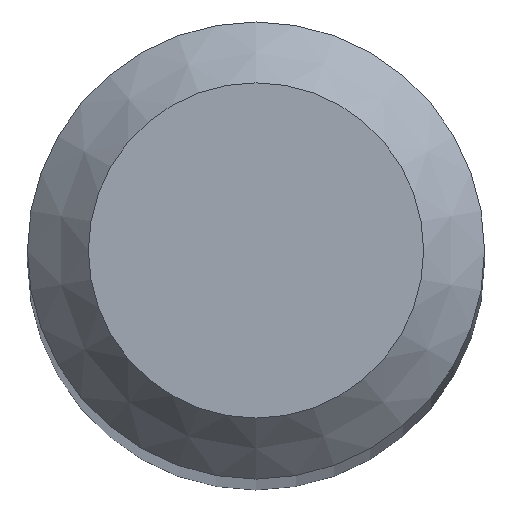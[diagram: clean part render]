
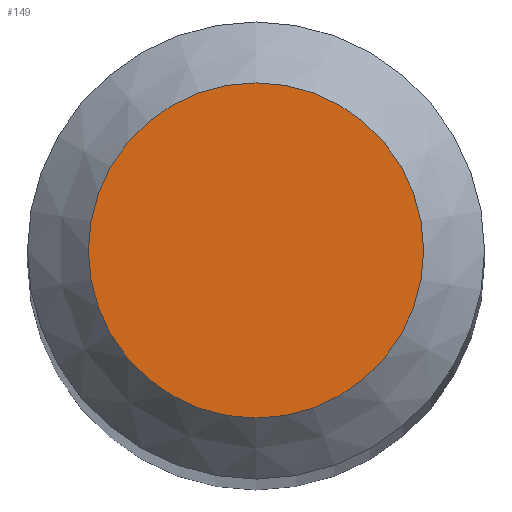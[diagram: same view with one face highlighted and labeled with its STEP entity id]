
A CAD part, top view. The second image highlights one B-rep face of the part: STEP entity #149.
In plain terms, the highlighted planar face has unit normal (0, 0, 1).
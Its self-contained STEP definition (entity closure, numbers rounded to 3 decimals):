
#21 = DIRECTION ( 'NONE',  ( 0., 1., 0. ) ) ;
#43 = CARTESIAN_POINT ( 'NONE',  ( 0., 0., 30. ) ) ;
#46 = EDGE_LOOP ( 'NONE', ( #113 ) ) ;
#50 = CARTESIAN_POINT ( 'NONE',  ( 0., 0.55, 30. ) ) ;
#59 = FACE_OUTER_BOUND ( 'NONE', #46, .T. ) ;
#83 = PLANE ( 'NONE',  #204 ) ;
#87 = CARTESIAN_POINT ( 'NONE',  ( 0., 0., 30. ) ) ;
#96 = AXIS2_PLACEMENT_3D ( 'NONE', #87, #135, #210 ) ;
#113 = ORIENTED_EDGE ( 'NONE', *, *, #212, .F. ) ;
#135 = DIRECTION ( 'NONE',  ( 0., 0., -1. ) ) ;
#141 = CIRCLE ( 'NONE', #96, 0.55 ) ;
#149 = ADVANCED_FACE ( 'NONE', ( #59 ), #83, .F. ) ;
#167 = DIRECTION ( 'NONE',  ( 0., 0., -1. ) ) ;
#196 = VERTEX_POINT ( 'NONE', #50 ) ;
#204 = AXIS2_PLACEMENT_3D ( 'NONE', #43, #167, #21 ) ;
#210 = DIRECTION ( 'NONE',  ( 0., 1., 0. ) ) ;
#212 = EDGE_CURVE ( 'NONE', #196, #196, #141, .T. ) ;
